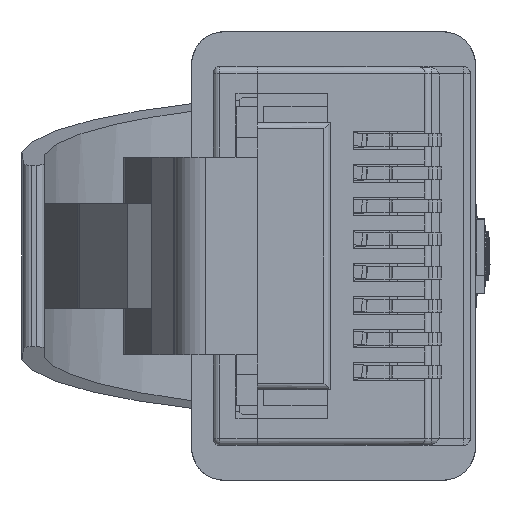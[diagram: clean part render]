
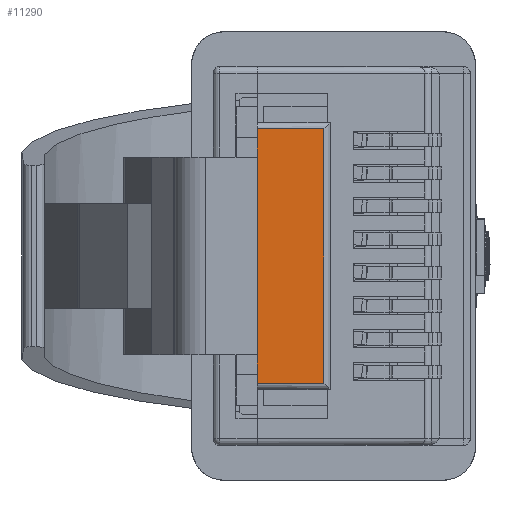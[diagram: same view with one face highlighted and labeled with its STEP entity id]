
A CAD part, left-side view. The second image highlights one B-rep face of the part: STEP entity #11290.
In plain terms, the highlighted face is planar.
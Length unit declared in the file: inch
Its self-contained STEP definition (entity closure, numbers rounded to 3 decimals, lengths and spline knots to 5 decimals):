
#860 = LINE ( 'NONE', #7677, #8309 ) ;
#1179 = VECTOR ( 'NONE', #7753, 39.37008 ) ;
#3105 = CARTESIAN_POINT ( 'NONE',  ( -0.15453, 0.10246, -0.01181 ) ) ;
#3117 = DIRECTION ( 'NONE',  ( -1., 0., 0. ) ) ;
#3731 = CARTESIAN_POINT ( 'NONE',  ( 0.1624, 0.01387, -0.01181 ) ) ;
#4098 = CARTESIAN_POINT ( 'NONE',  ( -0.15453, 0.10246, -0.01181 ) ) ;
#4213 = EDGE_CURVE ( 'NONE', #8393, #27782, #27995, .T. ) ;
#4607 = CARTESIAN_POINT ( 'NONE',  ( -0.15453, 0.02175, -0.01181 ) ) ;
#6481 = CARTESIAN_POINT ( 'NONE',  ( 0.1624, 0.10246, -0.01181 ) ) ;
#6707 = DIRECTION ( 'NONE',  ( 0., -1., 0. ) ) ;
#7613 = CARTESIAN_POINT ( 'NONE',  ( 0.12008, 0.10246, -0.01181 ) ) ;
#7677 = CARTESIAN_POINT ( 'NONE',  ( -0.1624, 0.02175, -0.01181 ) ) ;
#7753 = DIRECTION ( 'NONE',  ( 0., 1., 0. ) ) ;
#7991 = ORIENTED_EDGE ( 'NONE', *, *, #28730, .T. ) ;
#8244 = DIRECTION ( 'NONE',  ( -1., 0., 0. ) ) ;
#8309 = VECTOR ( 'NONE', #25593, 39.37008 ) ;
#8393 = VERTEX_POINT ( 'NONE', #4607 ) ;
#8450 = DIRECTION ( 'NONE',  ( 1., 0., 0. ) ) ;
#9086 = EDGE_CURVE ( 'NONE', #15635, #8393, #860, .T. ) ;
#9981 = CARTESIAN_POINT ( 'NONE',  ( -0.12008, 0.10246, -0.01181 ) ) ;
#10648 = CARTESIAN_POINT ( 'NONE',  ( 0.1624, 0.10246, -0.01181 ) ) ;
#10834 = VECTOR ( 'NONE', #6707, 39.37008 ) ;
#11290 = ADVANCED_FACE ( 'NONE', ( #27916 ), #23684, .T. ) ;
#11903 = VECTOR ( 'NONE', #3117, 39.37008 ) ;
#12668 = ORIENTED_EDGE ( 'NONE', *, *, #4213, .T. ) ;
#12766 = DIRECTION ( 'NONE',  ( 0., 0., -1. ) ) ;
#13302 = VECTOR ( 'NONE', #23518, 39.37008 ) ;
#13879 = ORIENTED_EDGE ( 'NONE', *, *, #28693, .T. ) ;
#14042 = LINE ( 'NONE', #7613, #11903 ) ;
#14332 = ORIENTED_EDGE ( 'NONE', *, *, #9086, .T. ) ;
#14553 = VECTOR ( 'NONE', #8450, 39.37008 ) ;
#15483 = VERTEX_POINT ( 'NONE', #20893 ) ;
#15635 = VERTEX_POINT ( 'NONE', #23934 ) ;
#17263 = AXIS2_PLACEMENT_3D ( 'NONE', #3731, #12766, #8244 ) ;
#17775 = LINE ( 'NONE', #26655, #10834 ) ;
#18981 = VERTEX_POINT ( 'NONE', #9981 ) ;
#19322 = VERTEX_POINT ( 'NONE', #28615 ) ;
#19975 = LINE ( 'NONE', #10648, #14553 ) ;
#20311 = EDGE_CURVE ( 'NONE', #15483, #19322, #21479, .T. ) ;
#20622 = EDGE_CURVE ( 'NONE', #15483, #18981, #14042, .T. ) ;
#20650 = ORIENTED_EDGE ( 'NONE', *, *, #20622, .F. ) ;
#20893 = CARTESIAN_POINT ( 'NONE',  ( 0.12008, 0.10246, -0.01181 ) ) ;
#21479 = LINE ( 'NONE', #6481, #13302 ) ;
#22802 = ORIENTED_EDGE ( 'NONE', *, *, #20311, .T. ) ;
#23518 = DIRECTION ( 'NONE',  ( 1., 0., 0. ) ) ;
#23684 = PLANE ( 'NONE',  #17263 ) ;
#23934 = CARTESIAN_POINT ( 'NONE',  ( 0.15453, 0.02175, -0.01181 ) ) ;
#24491 = EDGE_LOOP ( 'NONE', ( #22802, #7991, #14332, #12668, #13879, #20650 ) ) ;
#25593 = DIRECTION ( 'NONE',  ( -1., 0., 0. ) ) ;
#26655 = CARTESIAN_POINT ( 'NONE',  ( 0.15453, 0.01387, -0.01181 ) ) ;
#27782 = VERTEX_POINT ( 'NONE', #4098 ) ;
#27916 = FACE_OUTER_BOUND ( 'NONE', #24491, .T. ) ;
#27995 = LINE ( 'NONE', #3105, #1179 ) ;
#28615 = CARTESIAN_POINT ( 'NONE',  ( 0.15453, 0.10246, -0.01181 ) ) ;
#28693 = EDGE_CURVE ( 'NONE', #27782, #18981, #19975, .T. ) ;
#28730 = EDGE_CURVE ( 'NONE', #19322, #15635, #17775, .T. ) ;
